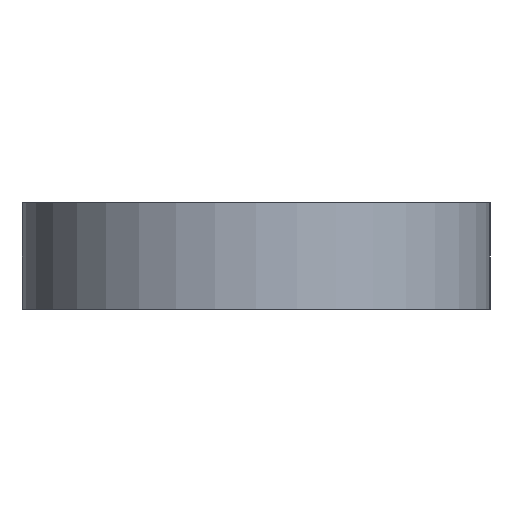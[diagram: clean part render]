
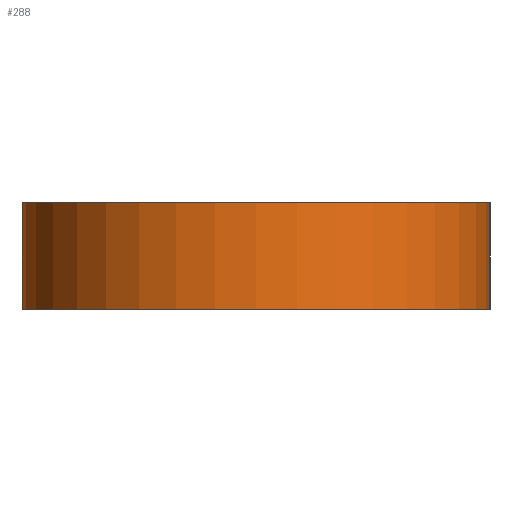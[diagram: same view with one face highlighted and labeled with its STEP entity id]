
A CAD part, left-side view. The second image highlights one B-rep face of the part: STEP entity #288.
In plain terms, the highlighted cylindrical face has radius 17.5 mm (diameter 35 mm), a partial arc.
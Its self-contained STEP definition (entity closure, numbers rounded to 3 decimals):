
#46=FACE_OUTER_BOUND('',#66,.T.);
#66=EDGE_LOOP('',(#235,#236,#237,#238));
#93=LINE('',#504,#109);
#94=LINE('',#508,#110);
#109=VECTOR('',#419,10.);
#110=VECTOR('',#422,10.);
#133=CIRCLE('',#339,17.5);
#134=CIRCLE('',#340,17.5);
#155=VERTEX_POINT('',#502);
#156=VERTEX_POINT('',#503);
#157=VERTEX_POINT('',#505);
#158=VERTEX_POINT('',#507);
#187=EDGE_CURVE('',#155,#156,#93,.T.);
#188=EDGE_CURVE('',#157,#155,#133,.T.);
#189=EDGE_CURVE('',#158,#157,#94,.T.);
#190=EDGE_CURVE('',#156,#158,#134,.T.);
#235=ORIENTED_EDGE('',*,*,#187,.F.);
#236=ORIENTED_EDGE('',*,*,#188,.F.);
#237=ORIENTED_EDGE('',*,*,#189,.F.);
#238=ORIENTED_EDGE('',*,*,#190,.F.);
#276=CYLINDRICAL_SURFACE('',#338,17.5);
#288=ADVANCED_FACE('',(#46),#276,.T.);
#338=AXIS2_PLACEMENT_3D('',#501,#417,#418);
#339=AXIS2_PLACEMENT_3D('',#506,#420,#421);
#340=AXIS2_PLACEMENT_3D('',#509,#423,#424);
#417=DIRECTION('center_axis',(0.,0.,-1.));
#418=DIRECTION('ref_axis',(0.,1.,0.));
#419=DIRECTION('',(0.,0.,-1.));
#420=DIRECTION('center_axis',(0.,0.,1.));
#421=DIRECTION('ref_axis',(0.,1.,0.));
#422=DIRECTION('',(0.,0.,1.));
#423=DIRECTION('center_axis',(0.,0.,-1.));
#424=DIRECTION('ref_axis',(0.,1.,0.));
#501=CARTESIAN_POINT('Origin',(-109.75,17.5,0.));
#502=CARTESIAN_POINT('',(-109.75,0.,8.));
#503=CARTESIAN_POINT('',(-109.75,0.,0.));
#504=CARTESIAN_POINT('',(-109.75,0.,0.));
#505=CARTESIAN_POINT('',(-109.75,35.,8.));
#506=CARTESIAN_POINT('Origin',(-109.75,17.5,8.));
#507=CARTESIAN_POINT('',(-109.75,35.,0.));
#508=CARTESIAN_POINT('',(-109.75,35.,0.));
#509=CARTESIAN_POINT('Origin',(-109.75,17.5,0.));
